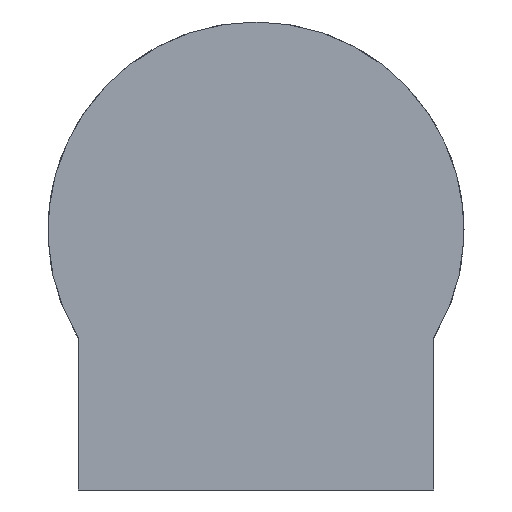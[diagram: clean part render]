
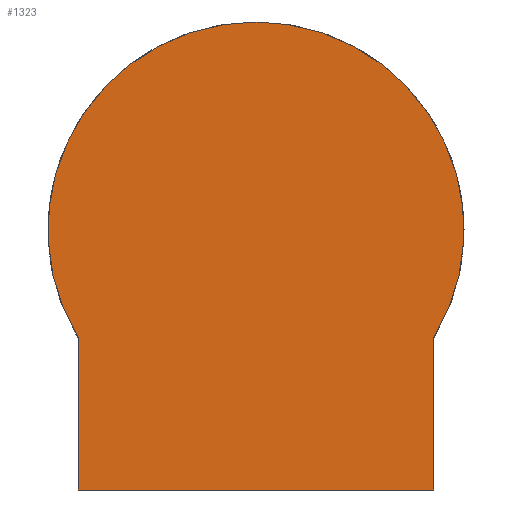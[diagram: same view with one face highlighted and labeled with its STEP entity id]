
A CAD part, left-side view. The second image highlights one B-rep face of the part: STEP entity #1323.
In plain terms, the highlighted planar face has unit normal (-1, 0, 0).
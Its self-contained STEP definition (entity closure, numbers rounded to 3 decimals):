
#13 = EDGE_CURVE ( 'NONE', #1470, #1562, #498, .T. ) ;
#30 = EDGE_CURVE ( 'NONE', #299, #884, #633, .T. ) ;
#79 = VECTOR ( 'NONE', #1237, 1000. ) ;
#111 = EDGE_CURVE ( 'NONE', #1562, #299, #200, .T. ) ;
#119 = DIRECTION ( 'NONE',  ( 0., 0., -1. ) ) ;
#145 = CARTESIAN_POINT ( 'NONE',  ( -0.009, 8.55, -5.186 ) ) ;
#200 = CIRCLE ( 'NONE', #504, 10. ) ;
#219 = VERTEX_POINT ( 'NONE', #518 ) ;
#256 = DIRECTION ( 'NONE',  ( 0., 0., -1. ) ) ;
#299 = VERTEX_POINT ( 'NONE', #842 ) ;
#312 = EDGE_CURVE ( 'NONE', #884, #219, #931, .T. ) ;
#327 = CARTESIAN_POINT ( 'NONE',  ( -0.009, -8.55, -5.186 ) ) ;
#329 = AXIS2_PLACEMENT_3D ( 'NONE', #1348, #1571, #256 ) ;
#379 = ORIENTED_EDGE ( 'NONE', *, *, #454, .T. ) ;
#452 = ORIENTED_EDGE ( 'NONE', *, *, #13, .T. ) ;
#454 = EDGE_CURVE ( 'NONE', #219, #1470, #1578, .T. ) ;
#473 = CARTESIAN_POINT ( 'NONE',  ( -0.009, 0., 0. ) ) ;
#498 = LINE ( 'NONE', #1081, #1015 ) ;
#504 = AXIS2_PLACEMENT_3D ( 'NONE', #473, #960, #967 ) ;
#518 = CARTESIAN_POINT ( 'NONE',  ( -0.009, 8.55, -12.5 ) ) ;
#633 = CIRCLE ( 'NONE', #329, 10. ) ;
#689 = ORIENTED_EDGE ( 'NONE', *, *, #312, .T. ) ;
#725 = FACE_OUTER_BOUND ( 'NONE', #871, .T. ) ;
#734 = DIRECTION ( 'NONE',  ( 1., 0., 0. ) ) ;
#842 = CARTESIAN_POINT ( 'NONE',  ( -0.009, 0., 10. ) ) ;
#871 = EDGE_LOOP ( 'NONE', ( #452, #1398, #1253, #689, #379 ) ) ;
#884 = VERTEX_POINT ( 'NONE', #145 ) ;
#931 = LINE ( 'NONE', #1290, #1240 ) ;
#960 = DIRECTION ( 'NONE',  ( -1., 0., 0. ) ) ;
#967 = DIRECTION ( 'NONE',  ( 0., 0., -1. ) ) ;
#1015 = VECTOR ( 'NONE', #1224, 1000. ) ;
#1081 = CARTESIAN_POINT ( 'NONE',  ( -0.009, -8.55, 0. ) ) ;
#1104 = AXIS2_PLACEMENT_3D ( 'NONE', #1209, #734, #119 ) ;
#1111 = CARTESIAN_POINT ( 'NONE',  ( -0.009, -8.55, -12.5 ) ) ;
#1209 = CARTESIAN_POINT ( 'NONE',  ( -0.009, 0., 0. ) ) ;
#1224 = DIRECTION ( 'NONE',  ( 0., 0., 1. ) ) ;
#1237 = DIRECTION ( 'NONE',  ( 0., -1., 0. ) ) ;
#1240 = VECTOR ( 'NONE', #1405, 1000. ) ;
#1253 = ORIENTED_EDGE ( 'NONE', *, *, #30, .T. ) ;
#1290 = CARTESIAN_POINT ( 'NONE',  ( -0.009, 8.55, 0. ) ) ;
#1323 = ADVANCED_FACE ( 'NONE', ( #725 ), #1454, .F. ) ;
#1348 = CARTESIAN_POINT ( 'NONE',  ( -0.009, 0., 0. ) ) ;
#1398 = ORIENTED_EDGE ( 'NONE', *, *, #111, .T. ) ;
#1405 = DIRECTION ( 'NONE',  ( 0., 0., -1. ) ) ;
#1454 = PLANE ( 'NONE',  #1104 ) ;
#1470 = VERTEX_POINT ( 'NONE', #1502 ) ;
#1502 = CARTESIAN_POINT ( 'NONE',  ( -0.009, -8.55, -12.5 ) ) ;
#1562 = VERTEX_POINT ( 'NONE', #327 ) ;
#1571 = DIRECTION ( 'NONE',  ( -1., 0., 0. ) ) ;
#1578 = LINE ( 'NONE', #1111, #79 ) ;
